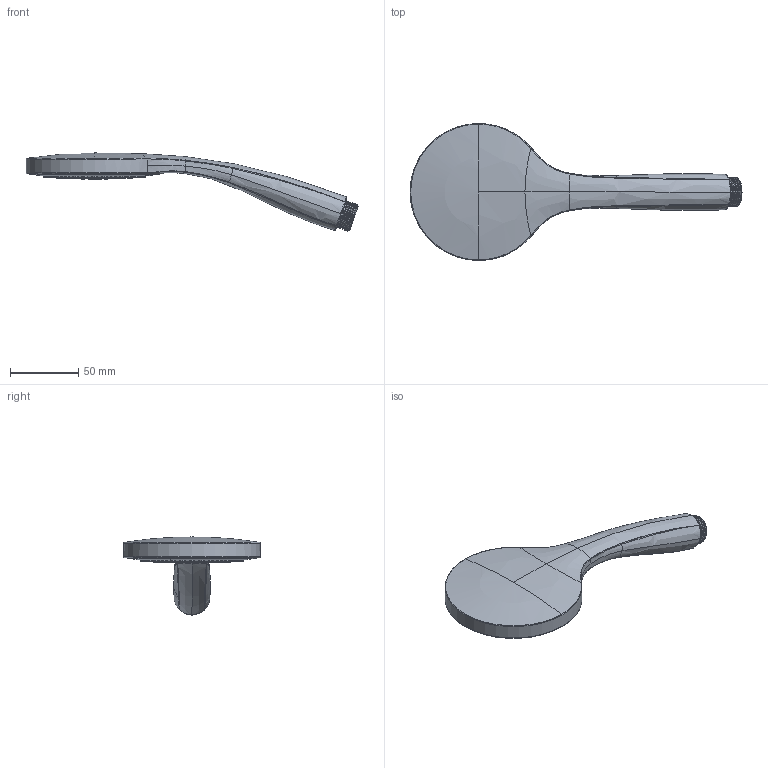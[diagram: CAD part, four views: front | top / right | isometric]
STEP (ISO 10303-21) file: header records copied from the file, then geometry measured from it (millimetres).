
FILE_DESCRIPTION((''),'2;1');
FILE_NAME('E082027_00_SW0001','2011-02-14T',('damiano.santaterra'),(''),'PRO/ENGINEER BY PARAMETRIC TECHNOLOGY CORPORATION, 2008490','PRO/ENGINEER BY PARAMETRIC TECHNOLOGY CORPORATION, 2008490','');
FILE_SCHEMA(('CONFIG_CONTROL_DESIGN'));
Length unit declared in the file: millimetre
Products named in the file (1): E082027_00_SW0001
Bounding box: 242.46 x 100.18 x 57.01 mm (x, y, z)
Surface area: 47383.9 mm2 (no closed solid volume)
Topology: 0 solids, 94 shells, 562 faces, 1862 edges, 1354 vertices
Faces by surface type: cone 171, torus 158, bspline 105, plane 96, cylinder 29, sphere 3
Entity records: 37762 total; most frequent: CARTESIAN_POINT 18364, DIRECTION 3153, ORIENTED_EDGE 2790, EDGE_CURVE 1858, AXIS2_PLACEMENT_3D 1440, VERTEX_POINT 1354, CIRCLE 983, EDGE_LOOP 798
